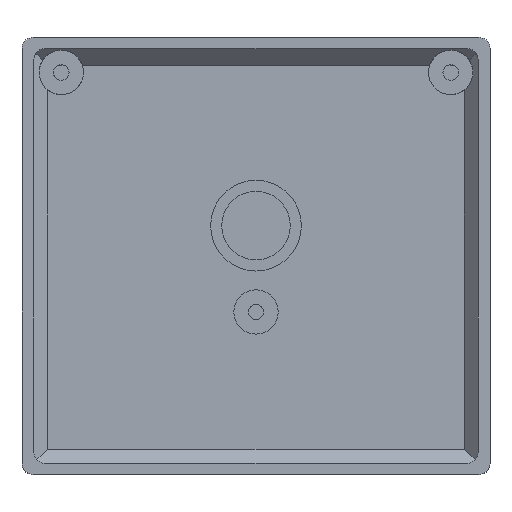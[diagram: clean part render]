
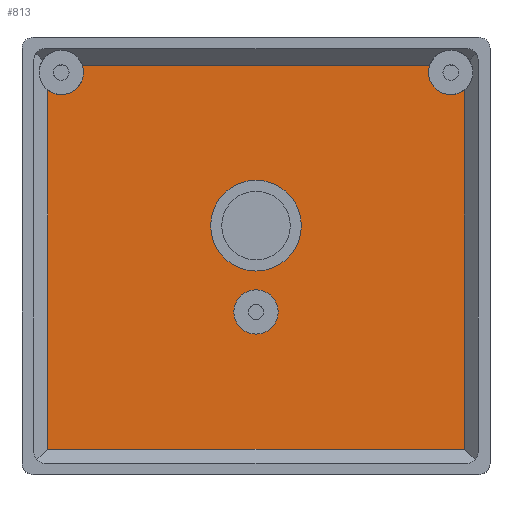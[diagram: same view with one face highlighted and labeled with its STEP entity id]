
A CAD part, top view. The second image highlights one B-rep face of the part: STEP entity #813.
In plain terms, the highlighted planar face has unit normal (0, 0, 1).
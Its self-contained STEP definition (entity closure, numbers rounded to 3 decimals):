
#381 = VERTEX_POINT('',#382);
#382 = CARTESIAN_POINT('',(0.842,-71.4,-3.4));
#388 = EDGE_CURVE('',#389,#381,#391,.T.);
#389 = VERTEX_POINT('',#390);
#390 = CARTESIAN_POINT('',(0.842,-6.455,-3.4));
#391 = LINE('',#392,#393);
#392 = CARTESIAN_POINT('',(0.842,1.,-3.4));
#393 = VECTOR('',#394,1.);
#394 = DIRECTION('',(0.,-1.,0.));
#744 = VERTEX_POINT('',#745);
#745 = CARTESIAN_POINT('',(69.917,-2.,-3.4));
#752 = EDGE_CURVE('',#753,#744,#755,.T.);
#753 = VERTEX_POINT('',#754);
#754 = CARTESIAN_POINT('',(7.083,-2.,-3.4));
#755 = LINE('',#756,#757);
#756 = CARTESIAN_POINT('',(-1.658,-2.,-3.4));
#757 = VECTOR('',#758,1.);
#758 = DIRECTION('',(1.,0.,0.));
#775 = EDGE_CURVE('',#776,#753,#778,.T.);
#776 = VERTEX_POINT('',#777);
#777 = CARTESIAN_POINT('',(7.3,-3.3,-3.4));
#778 = CIRCLE('',#779,4.);
#779 = AXIS2_PLACEMENT_3D('',#780,#781,#782);
#780 = CARTESIAN_POINT('',(3.3,-3.3,-3.4));
#781 = DIRECTION('',(0.,0.,1.));
#782 = DIRECTION('',(1.,0.,0.));
#800 = EDGE_CURVE('',#389,#776,#801,.T.);
#801 = CIRCLE('',#802,4.);
#802 = AXIS2_PLACEMENT_3D('',#803,#804,#805);
#803 = CARTESIAN_POINT('',(3.3,-3.3,-3.4));
#804 = DIRECTION('',(0.,0.,1.));
#805 = DIRECTION('',(1.,0.,0.));
#813 = ADVANCED_FACE('',(#814,#843,#854),#865,.T.);
#814 = FACE_BOUND('',#815,.T.);
#815 = EDGE_LOOP('',(#816,#817,#825,#833,#840,#841,#842));
#816 = ORIENTED_EDGE('',*,*,#388,.T.);
#817 = ORIENTED_EDGE('',*,*,#818,.T.);
#818 = EDGE_CURVE('',#381,#819,#821,.T.);
#819 = VERTEX_POINT('',#820);
#820 = CARTESIAN_POINT('',(76.158,-71.4,-3.4));
#821 = LINE('',#822,#823);
#822 = CARTESIAN_POINT('',(-1.658,-71.4,-3.4));
#823 = VECTOR('',#824,1.);
#824 = DIRECTION('',(1.,0.,0.));
#825 = ORIENTED_EDGE('',*,*,#826,.F.);
#826 = EDGE_CURVE('',#827,#819,#829,.T.);
#827 = VERTEX_POINT('',#828);
#828 = CARTESIAN_POINT('',(76.158,-6.455,-3.4));
#829 = LINE('',#830,#831);
#830 = CARTESIAN_POINT('',(76.158,1.,-3.4));
#831 = VECTOR('',#832,1.);
#832 = DIRECTION('',(0.,-1.,0.));
#833 = ORIENTED_EDGE('',*,*,#834,.F.);
#834 = EDGE_CURVE('',#744,#827,#835,.T.);
#835 = CIRCLE('',#836,4.);
#836 = AXIS2_PLACEMENT_3D('',#837,#838,#839);
#837 = CARTESIAN_POINT('',(73.7,-3.3,-3.4));
#838 = DIRECTION('',(0.,0.,1.));
#839 = DIRECTION('',(1.,0.,0.));
#840 = ORIENTED_EDGE('',*,*,#752,.F.);
#841 = ORIENTED_EDGE('',*,*,#775,.F.);
#842 = ORIENTED_EDGE('',*,*,#800,.F.);
#843 = FACE_BOUND('',#844,.T.);
#844 = EDGE_LOOP('',(#845));
#845 = ORIENTED_EDGE('',*,*,#846,.F.);
#846 = EDGE_CURVE('',#847,#847,#849,.T.);
#847 = VERTEX_POINT('',#848);
#848 = CARTESIAN_POINT('',(42.5,-46.6,-3.4));
#849 = CIRCLE('',#850,4.);
#850 = AXIS2_PLACEMENT_3D('',#851,#852,#853);
#851 = CARTESIAN_POINT('',(38.5,-46.6,-3.4));
#852 = DIRECTION('',(0.,0.,1.));
#853 = DIRECTION('',(1.,0.,0.));
#854 = FACE_BOUND('',#855,.T.);
#855 = EDGE_LOOP('',(#856));
#856 = ORIENTED_EDGE('',*,*,#857,.F.);
#857 = EDGE_CURVE('',#858,#858,#860,.T.);
#858 = VERTEX_POINT('',#859);
#859 = CARTESIAN_POINT('',(46.7,-31.,-3.4));
#860 = CIRCLE('',#861,8.2);
#861 = AXIS2_PLACEMENT_3D('',#862,#863,#864);
#862 = CARTESIAN_POINT('',(38.5,-31.,-3.4));
#863 = DIRECTION('',(0.,0.,1.));
#864 = DIRECTION('',(1.,0.,0.));
#865 = PLANE('',#866);
#866 = AXIS2_PLACEMENT_3D('',#867,#868,#869);
#867 = CARTESIAN_POINT('',(38.5,-36.5,-3.4));
#868 = DIRECTION('',(0.,0.,1.));
#869 = DIRECTION('',(1.,0.,0.));
